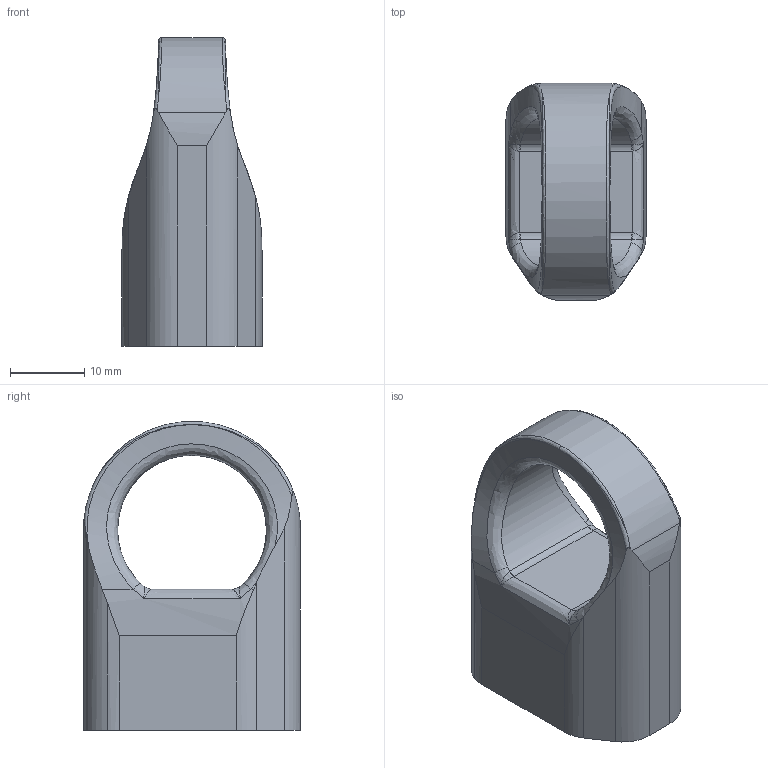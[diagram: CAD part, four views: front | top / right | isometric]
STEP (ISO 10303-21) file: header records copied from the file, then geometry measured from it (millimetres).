
FILE_DESCRIPTION(/* description */ (''),/* implementation_level */ '2;1');
FILE_NAME(/* name */ 'Loopkey Holder - v2.step',/* time_stamp */ '2021-03-21T23:14:02-05:00',/* author */ (''),/* organization */ (''),/* preprocessor_version */ 'ST-DEVELOPER v18.1',/* originating_system */ 'Autodesk Translation Framework v9.10.0.1330',/* authorisation */ '');
FILE_SCHEMA (('AUTOMOTIVE_DESIGN { 1 0 10303 214 3 1 1 }'));
Length unit declared in the file: millimetre
Products named in the file (1): Loopkey Holder
Bounding box: 18.85 x 29.2 x 41.55 mm (x, y, z)
Volume: 8916.4 mm3; surface area: 4972.9 mm2
Topology: 1 solids, 1 shells, 116 faces, 314 edges, 187 vertices
Faces by surface type: plane 45, cylinder 30, bspline 29, cone 8, torus 4
Entity records: 5259 total; most frequent: CARTESIAN_POINT 2595, ORIENTED_EDGE 604, DIRECTION 466, EDGE_CURVE 302, VERTEX_POINT 187, AXIS2_PLACEMENT_3D 158, LINE 150, VECTOR 150
